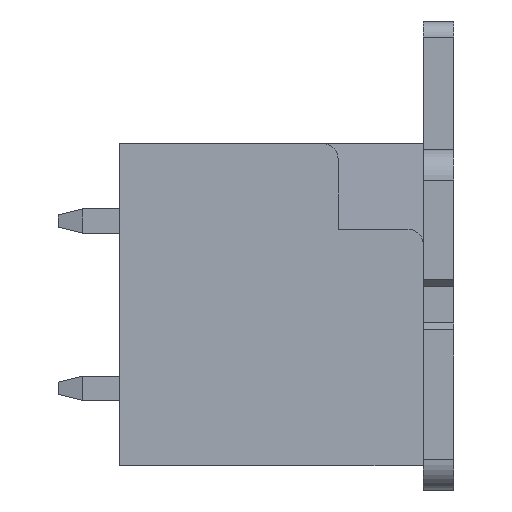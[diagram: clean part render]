
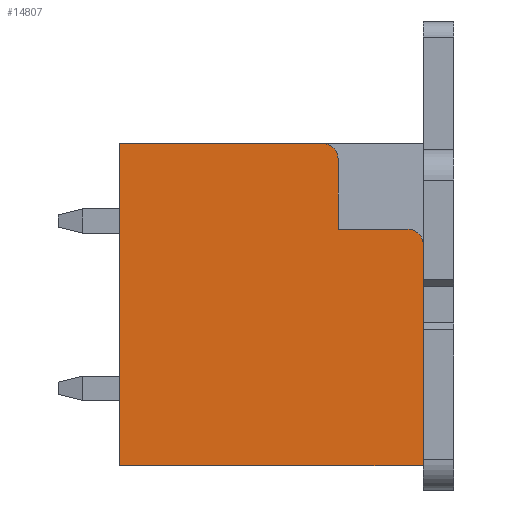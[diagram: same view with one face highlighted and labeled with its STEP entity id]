
A CAD part, left-side view. The second image highlights one B-rep face of the part: STEP entity #14807.
In plain terms, the highlighted planar face has unit normal (-1, 0, 0).
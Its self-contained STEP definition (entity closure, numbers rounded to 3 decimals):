
#721=CIRCLE('',#15992,0.5);
#722=CIRCLE('',#15993,0.5);
#3905=ORIENTED_EDGE('',*,*,#6384,.F.);
#3906=ORIENTED_EDGE('',*,*,#6579,.T.);
#3907=ORIENTED_EDGE('',*,*,#6580,.T.);
#3908=ORIENTED_EDGE('',*,*,#6581,.T.);
#3909=ORIENTED_EDGE('',*,*,#6582,.T.);
#3910=ORIENTED_EDGE('',*,*,#5087,.F.);
#3911=ORIENTED_EDGE('',*,*,#5154,.F.);
#3912=ORIENTED_EDGE('',*,*,#5002,.F.);
#5002=EDGE_CURVE('',#7084,#7085,#8425,.T.);
#5087=EDGE_CURVE('',#7168,#7169,#8507,.T.);
#5154=EDGE_CURVE('',#7085,#7168,#8569,.T.);
#6384=EDGE_CURVE('',#8015,#7084,#9518,.T.);
#6579=EDGE_CURVE('',#8015,#8109,#721,.F.);
#6580=EDGE_CURVE('',#8109,#8110,#9676,.T.);
#6581=EDGE_CURVE('',#8110,#8111,#9677,.T.);
#6582=EDGE_CURVE('',#8111,#7169,#722,.F.);
#7084=VERTEX_POINT('',#20531);
#7085=VERTEX_POINT('',#20533);
#7168=VERTEX_POINT('',#20701);
#7169=VERTEX_POINT('',#20703);
#8015=VERTEX_POINT('',#23387);
#8109=VERTEX_POINT('',#23792);
#8110=VERTEX_POINT('',#23794);
#8111=VERTEX_POINT('',#23796);
#8425=LINE('',#20532,#10099);
#8507=LINE('',#20702,#10181);
#8569=LINE('',#20837,#10243);
#9518=LINE('',#23388,#11192);
#9676=LINE('',#23793,#11350);
#9677=LINE('',#23795,#11351);
#10099=VECTOR('',#16365,1000.);
#10181=VECTOR('',#16455,1000.);
#10243=VECTOR('',#16555,1000.);
#11192=VECTOR('',#19010,1000.);
#11350=VECTOR('',#19458,1000.);
#11351=VECTOR('',#19459,1000.);
#12448=EDGE_LOOP('',(#3905,#3906,#3907,#3908,#3909,#3910,#3911,#3912));
#13401=FACE_BOUND('',#12448,.T.);
#14030=PLANE('',#15991);
#14807=ADVANCED_FACE('',(#13401),#14030,.F.);
#15991=AXIS2_PLACEMENT_3D('',#23790,#19454,#19455);
#15992=AXIS2_PLACEMENT_3D('',#23791,#19456,#19457);
#15993=AXIS2_PLACEMENT_3D('',#23797,#19460,#19461);
#16365=DIRECTION('',(0.,1.,0.));
#16455=DIRECTION('',(0.,-1.,0.));
#16555=DIRECTION('',(0.,0.,1.));
#19010=DIRECTION('',(0.,0.,-1.));
#19454=DIRECTION('',(1.,0.,0.));
#19455=DIRECTION('',(0.,0.,-1.));
#19456=DIRECTION('',(1.,0.,0.));
#19457=DIRECTION('',(0.,0.,-1.));
#19458=DIRECTION('',(0.,1.,0.));
#19459=DIRECTION('',(0.,0.,1.));
#19460=DIRECTION('',(1.,0.,0.));
#19461=DIRECTION('',(0.,0.,-1.));
#20531=CARTESIAN_POINT('',(-17.5,-5.,-5.3));
#20532=CARTESIAN_POINT('',(-17.5,-5.,-5.3));
#20533=CARTESIAN_POINT('',(-17.5,5.,-5.3));
#20701=CARTESIAN_POINT('',(-17.5,5.,5.3));
#20702=CARTESIAN_POINT('',(-17.5,5.,5.3));
#20703=CARTESIAN_POINT('',(-17.5,-1.7,5.3));
#20837=CARTESIAN_POINT('',(-17.5,5.,-5.3));
#23387=CARTESIAN_POINT('',(-17.5,-5.,1.98));
#23388=CARTESIAN_POINT('',(-17.5,-5.,5.3));
#23790=CARTESIAN_POINT('',(-17.5,0.,0.));
#23791=CARTESIAN_POINT('',(-17.5,-4.5,1.98));
#23792=CARTESIAN_POINT('',(-17.5,-4.5,2.48));
#23793=CARTESIAN_POINT('',(-17.5,-5.,2.48));
#23794=CARTESIAN_POINT('',(-17.5,-2.2,2.48));
#23795=CARTESIAN_POINT('',(-17.5,-2.2,2.48));
#23796=CARTESIAN_POINT('',(-17.5,-2.2,4.8));
#23797=CARTESIAN_POINT('',(-17.5,-1.7,4.8));
